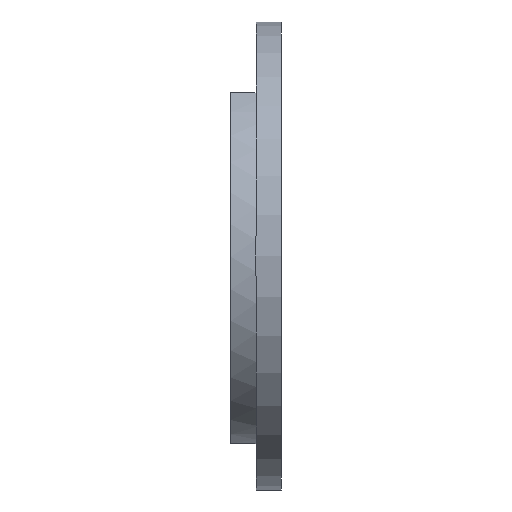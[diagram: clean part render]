
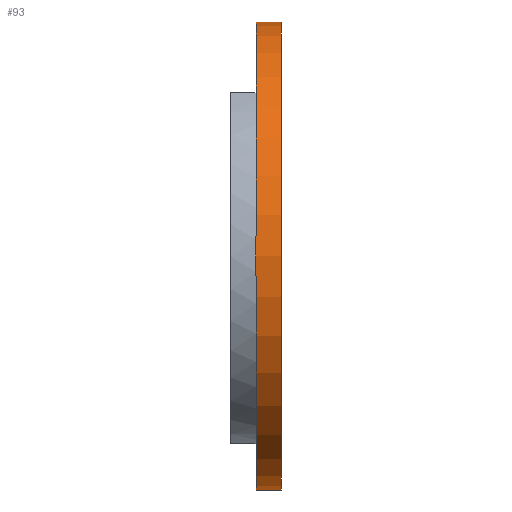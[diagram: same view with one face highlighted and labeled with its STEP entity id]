
A CAD part, left-side view. The second image highlights one B-rep face of the part: STEP entity #93.
In plain terms, the highlighted cylindrical face has radius 46.5 mm (diameter 93 mm), a partial arc.
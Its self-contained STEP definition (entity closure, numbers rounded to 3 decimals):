
#23 = EDGE_CURVE ( 'NONE', #752, #330, #159, .T. ) ;
#93 = ADVANCED_FACE ( 'NONE', ( #562 ), #312, .T. ) ;
#111 = VECTOR ( 'NONE', #264, 1000. ) ;
#130 = CARTESIAN_POINT ( 'NONE',  ( -2.835, 5., 0. ) ) ;
#157 = CARTESIAN_POINT ( 'NONE',  ( -2.835, 0., 0. ) ) ;
#159 = CIRCLE ( 'NONE', #519, 46.5 ) ;
#176 = AXIS2_PLACEMENT_3D ( 'NONE', #621, #452, #1197 ) ;
#182 = ORIENTED_EDGE ( 'NONE', *, *, #1069, .F. ) ;
#249 = CARTESIAN_POINT ( 'NONE',  ( -2.835, 0., -46.5 ) ) ;
#253 = CARTESIAN_POINT ( 'NONE',  ( -2.835, 5., 46.5 ) ) ;
#263 = ORIENTED_EDGE ( 'NONE', *, *, #441, .T. ) ;
#264 = DIRECTION ( 'NONE',  ( 0., -1., 0. ) ) ;
#272 = CARTESIAN_POINT ( 'NONE',  ( -2.835, 5., 46.5 ) ) ;
#311 = DIRECTION ( 'NONE',  ( 0., 0., 1. ) ) ;
#312 = CYLINDRICAL_SURFACE ( 'NONE', #176, 46.5 ) ;
#330 = VERTEX_POINT ( 'NONE', #848 ) ;
#441 = EDGE_CURVE ( 'NONE', #758, #752, #817, .T. ) ;
#452 = DIRECTION ( 'NONE',  ( 0., -1., 0. ) ) ;
#454 = EDGE_CURVE ( 'NONE', #758, #852, #505, .T. ) ;
#505 = CIRCLE ( 'NONE', #1142, 46.5 ) ;
#519 = AXIS2_PLACEMENT_3D ( 'NONE', #157, #540, #1190 ) ;
#540 = DIRECTION ( 'NONE',  ( 0., 1., 0. ) ) ;
#562 = FACE_OUTER_BOUND ( 'NONE', #834, .T. ) ;
#621 = CARTESIAN_POINT ( 'NONE',  ( -2.835, 5., 0. ) ) ;
#699 = ORIENTED_EDGE ( 'NONE', *, *, #23, .T. ) ;
#702 = CARTESIAN_POINT ( 'NONE',  ( -2.835, 5., -46.5 ) ) ;
#752 = VERTEX_POINT ( 'NONE', #249 ) ;
#758 = VERTEX_POINT ( 'NONE', #702 ) ;
#770 = LINE ( 'NONE', #272, #111 ) ;
#817 = LINE ( 'NONE', #1166, #1174 ) ;
#834 = EDGE_LOOP ( 'NONE', ( #182, #923, #263, #699 ) ) ;
#848 = CARTESIAN_POINT ( 'NONE',  ( -2.835, 0., 46.5 ) ) ;
#852 = VERTEX_POINT ( 'NONE', #253 ) ;
#877 = DIRECTION ( 'NONE',  ( 0., 1., 0. ) ) ;
#923 = ORIENTED_EDGE ( 'NONE', *, *, #454, .F. ) ;
#1069 = EDGE_CURVE ( 'NONE', #852, #330, #770, .T. ) ;
#1142 = AXIS2_PLACEMENT_3D ( 'NONE', #130, #877, #311 ) ;
#1159 = DIRECTION ( 'NONE',  ( 0., -1., 0. ) ) ;
#1166 = CARTESIAN_POINT ( 'NONE',  ( -2.835, 5., -46.5 ) ) ;
#1174 = VECTOR ( 'NONE', #1159, 1000. ) ;
#1190 = DIRECTION ( 'NONE',  ( 0., 0., 1. ) ) ;
#1197 = DIRECTION ( 'NONE',  ( 0., 0., -1. ) ) ;
